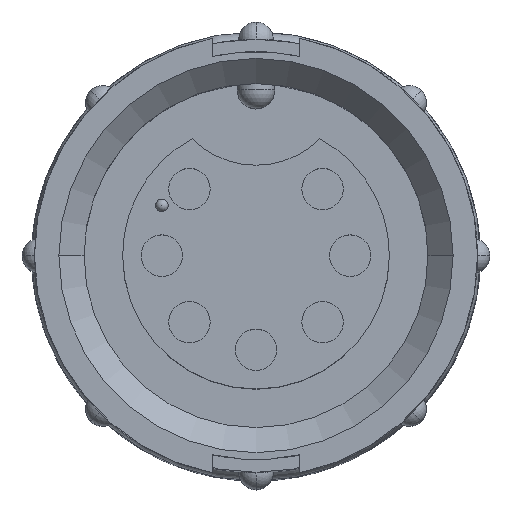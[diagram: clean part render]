
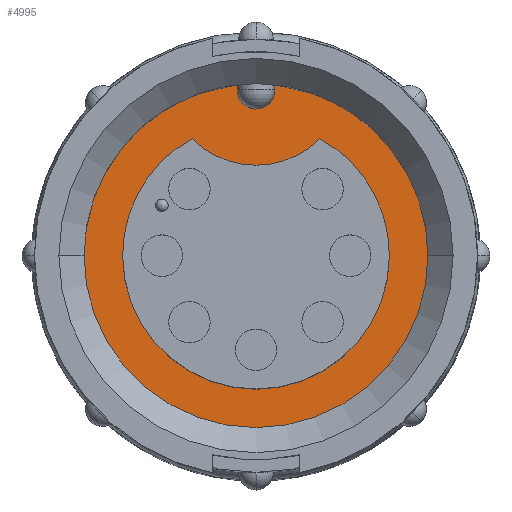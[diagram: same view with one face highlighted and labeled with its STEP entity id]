
A CAD part, top view. The second image highlights one B-rep face of the part: STEP entity #4995.
In plain terms, the highlighted planar face has unit normal (0, 0, 1).
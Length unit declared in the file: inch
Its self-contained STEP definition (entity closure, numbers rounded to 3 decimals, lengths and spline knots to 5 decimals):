
#35 = LINE ( 'NONE', #166, #377 ) ;
#57 = DIRECTION ( 'NONE',  ( 1., 0., 0. ) ) ;
#60 = DIRECTION ( 'NONE',  ( 0., 0., 1. ) ) ;
#97 = CARTESIAN_POINT ( 'NONE',  ( 0., 0., -0.328 ) ) ;
#166 = CARTESIAN_POINT ( 'NONE',  ( -0.03, 0.27235, -0.328 ) ) ;
#228 = CARTESIAN_POINT ( 'NONE',  ( -0.03, 0.264, -0.328 ) ) ;
#233 = DIRECTION ( 'NONE',  ( 0., -1., 0. ) ) ;
#334 = AXIS2_PLACEMENT_3D ( 'NONE', #4547, #4359, #4867 ) ;
#366 = AXIS2_PLACEMENT_3D ( 'NONE', #4853, #4484, #4912 ) ;
#375 = AXIS2_PLACEMENT_3D ( 'NONE', #4653, #4399, #4877 ) ;
#377 = VECTOR ( 'NONE', #233, 39.37008 ) ;
#383 = AXIS2_PLACEMENT_3D ( 'NONE', #4456, #4836, #4839 ) ;
#413 = VECTOR ( 'NONE', #4859, 39.37008 ) ;
#648 = AXIS2_PLACEMENT_3D ( 'NONE', #1264, #1158, #1322 ) ;
#830 = AXIS2_PLACEMENT_3D ( 'NONE', #97, #60, #57 ) ;
#860 = AXIS2_PLACEMENT_3D ( 'NONE', #1704, #1395, #2072 ) ;
#865 = AXIS2_PLACEMENT_3D ( 'NONE', #1447, #1616, #2054 ) ;
#1158 = DIRECTION ( 'NONE',  ( 0., 0., 1. ) ) ;
#1264 = CARTESIAN_POINT ( 'NONE',  ( 0., 0., -0.328 ) ) ;
#1322 = DIRECTION ( 'NONE',  ( 1., 0., 0. ) ) ;
#1395 = DIRECTION ( 'NONE',  ( 0., 0., 1. ) ) ;
#1447 = CARTESIAN_POINT ( 'NONE',  ( 0., 0., -0.328 ) ) ;
#1616 = DIRECTION ( 'NONE',  ( 0., 0., 1. ) ) ;
#1704 = CARTESIAN_POINT ( 'NONE',  ( 0., 0., -0.328 ) ) ;
#2054 = DIRECTION ( 'NONE',  ( 1., 0., 0. ) ) ;
#2072 = DIRECTION ( 'NONE',  ( 1., 0., 0. ) ) ;
#2148 = ORIENTED_EDGE ( 'NONE', *, *, #5201, .F. ) ;
#2150 = ORIENTED_EDGE ( 'NONE', *, *, #5289, .F. ) ;
#2152 = ORIENTED_EDGE ( 'NONE', *, *, #5545, .F. ) ;
#2155 = ORIENTED_EDGE ( 'NONE', *, *, #5566, .T. ) ;
#2166 = ORIENTED_EDGE ( 'NONE', *, *, #5557, .F. ) ;
#2179 = ORIENTED_EDGE ( 'NONE', *, *, #5328, .T. ) ;
#2183 = ORIENTED_EDGE ( 'NONE', *, *, #5578, .F. ) ;
#2190 = ORIENTED_EDGE ( 'NONE', *, *, #5603, .T. ) ;
#2204 = ORIENTED_EDGE ( 'NONE', *, *, #5563, .T. ) ;
#2255 = ORIENTED_EDGE ( 'NONE', *, *, #5555, .F. ) ;
#2415 = DIRECTION ( 'NONE',  ( 0., 0., -1. ) ) ;
#2514 = PLANE ( 'NONE',  #4295 ) ;
#2580 = DIRECTION ( 'NONE',  ( -1., 0., 0. ) ) ;
#2846 = CARTESIAN_POINT ( 'NONE',  ( 0., 0.2125, -0.328 ) ) ;
#3426 = VERTEX_POINT ( 'NONE', #3945 ) ;
#3452 = VERTEX_POINT ( 'NONE', #3805 ) ;
#3453 = VERTEX_POINT ( 'NONE', #3970 ) ;
#3493 = VERTEX_POINT ( 'NONE', #3849 ) ;
#3535 = VERTEX_POINT ( 'NONE', #3683 ) ;
#3556 = VERTEX_POINT ( 'NONE', #4050 ) ;
#3683 = CARTESIAN_POINT ( 'NONE',  ( -0.2125, 0., -0.328 ) ) ;
#3755 = VERTEX_POINT ( 'NONE', #3900 ) ;
#3805 = CARTESIAN_POINT ( 'NONE',  ( 0.03, 0.264, -0.328 ) ) ;
#3849 = CARTESIAN_POINT ( 'NONE',  ( 0.03, 0.27235, -0.328 ) ) ;
#3855 = VERTEX_POINT ( 'NONE', #3967 ) ;
#3900 = CARTESIAN_POINT ( 'NONE',  ( 0.2125, 0., -0.328 ) ) ;
#3945 = CARTESIAN_POINT ( 'NONE',  ( 0.274, 0., -0.328 ) ) ;
#3955 = VERTEX_POINT ( 'NONE', #4022 ) ;
#3967 = CARTESIAN_POINT ( 'NONE',  ( -0.03, 0.27235, -0.328 ) ) ;
#3970 = CARTESIAN_POINT ( 'NONE',  ( -0.274, 0., -0.328 ) ) ;
#4022 = CARTESIAN_POINT ( 'NONE',  ( -0.10177, 0.18654, -0.328 ) ) ;
#4050 = CARTESIAN_POINT ( 'NONE',  ( 0.10177, 0.18654, -0.328 ) ) ;
#4150 = FACE_BOUND ( 'NONE', #6075, .T. ) ;
#4196 = FACE_OUTER_BOUND ( 'NONE', #5977, .T. ) ;
#4295 = AXIS2_PLACEMENT_3D ( 'NONE', #2846, #2415, #2580 ) ;
#4359 = DIRECTION ( 'NONE',  ( 0., 0., 1. ) ) ;
#4399 = DIRECTION ( 'NONE',  ( 0., 0., 1. ) ) ;
#4456 = CARTESIAN_POINT ( 'NONE',  ( 0., 0., -0.328 ) ) ;
#4484 = DIRECTION ( 'NONE',  ( 0., 0., 1. ) ) ;
#4547 = CARTESIAN_POINT ( 'NONE',  ( 0., 0.287, -0.328 ) ) ;
#4579 = CARTESIAN_POINT ( 'NONE',  ( 0.03, 0.264, -0.328 ) ) ;
#4587 = LINE ( 'NONE', #4579, #413 ) ;
#4653 = CARTESIAN_POINT ( 'NONE',  ( 0., 0.264, -0.328 ) ) ;
#4836 = DIRECTION ( 'NONE',  ( 0., 0., 1. ) ) ;
#4839 = DIRECTION ( 'NONE',  ( 1., 0., 0. ) ) ;
#4853 = CARTESIAN_POINT ( 'NONE',  ( 0., 0., -0.328 ) ) ;
#4859 = DIRECTION ( 'NONE',  ( 0., 1., 0. ) ) ;
#4867 = DIRECTION ( 'NONE',  ( -1., 0., 0. ) ) ;
#4877 = DIRECTION ( 'NONE',  ( 1., 0., 0. ) ) ;
#4912 = DIRECTION ( 'NONE',  ( 1., 0., 0. ) ) ;
#4995 = ADVANCED_FACE ( 'NONE', ( #4150, #4196 ), #2514, .F. ) ;
#5201 = EDGE_CURVE ( 'NONE', #3955, #3535, #5712, .T. ) ;
#5289 = EDGE_CURVE ( 'NONE', #3535, #3755, #5743, .T. ) ;
#5328 = EDGE_CURVE ( 'NONE', #3453, #3426, #5761, .T. ) ;
#5545 = EDGE_CURVE ( 'NONE', #3452, #3493, #4587, .T. ) ;
#5555 = EDGE_CURVE ( 'NONE', #3755, #3556, #5880, .T. ) ;
#5557 = EDGE_CURVE ( 'NONE', #7066, #3452, #5881, .T. ) ;
#5563 = EDGE_CURVE ( 'NONE', #3955, #3556, #5884, .T. ) ;
#5566 = EDGE_CURVE ( 'NONE', #3855, #3453, #5886, .T. ) ;
#5578 = EDGE_CURVE ( 'NONE', #3855, #7066, #35, .T. ) ;
#5603 = EDGE_CURVE ( 'NONE', #3426, #3493, #5905, .T. ) ;
#5712 = CIRCLE ( 'NONE', #860, 0.2125 ) ;
#5743 = CIRCLE ( 'NONE', #648, 0.2125 ) ;
#5761 = CIRCLE ( 'NONE', #865, 0.274 ) ;
#5880 = CIRCLE ( 'NONE', #366, 0.2125 ) ;
#5881 = CIRCLE ( 'NONE', #375, 0.03 ) ;
#5884 = CIRCLE ( 'NONE', #334, 0.143 ) ;
#5886 = CIRCLE ( 'NONE', #383, 0.274 ) ;
#5905 = CIRCLE ( 'NONE', #830, 0.274 ) ;
#5977 = EDGE_LOOP ( 'NONE', ( #2152, #2166, #2183, #2155, #2179, #2190 ) ) ;
#6075 = EDGE_LOOP ( 'NONE', ( #2204, #2255, #2150, #2148 ) ) ;
#7066 = VERTEX_POINT ( 'NONE', #228 ) ;
